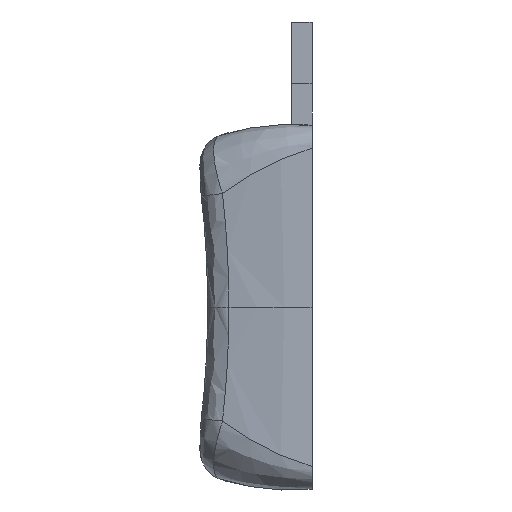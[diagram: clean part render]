
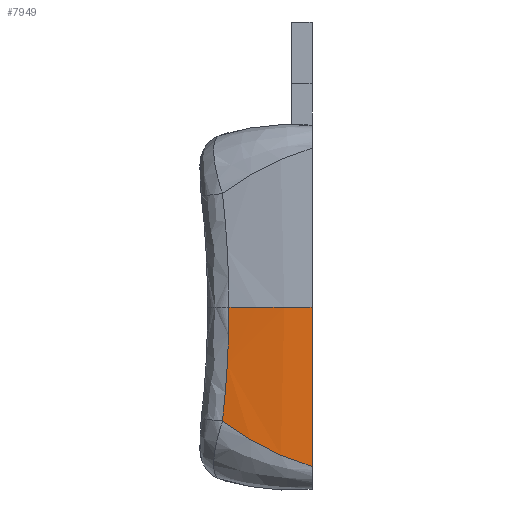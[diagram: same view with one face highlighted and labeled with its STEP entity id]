
A CAD part, left-side view. The second image highlights one B-rep face of the part: STEP entity #7949.
In plain terms, the highlighted cylindrical face has radius 20.743 mm (diameter 41.487 mm), a partial arc.
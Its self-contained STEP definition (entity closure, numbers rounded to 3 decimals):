
#105=ELLIPSE('',#8518,44.311,40.779);
#239=B_SPLINE_CURVE_WITH_KNOTS('',3,(#11284,#11285,#11286,#11287,#11288,
#11289,#11290,#11291,#11292,#11293,#11294,#11295,#11296,#11297,#11298,#11299,
#11300,#11301,#11302,#11303,#11304,#11305,#11306,#11307,#11308),
 .UNSPECIFIED.,.F.,.F.,(4,3,3,3,3,3,3,3,4),(-0.107,-0.033,
0.,0.073,0.146,0.221,0.296,
0.373,0.385),.UNSPECIFIED.);
#1064=FACE_OUTER_BOUND('',#1590,.T.);
#1590=EDGE_LOOP('',(#5503,#5504,#5505,#5506));
#2154=LINE('',#12217,#2606);
#2606=VECTOR('',#9390,10.);
#2991=CIRCLE('',#8520,20.743);
#3218=VERTEX_POINT('',#11224);
#3220=VERTEX_POINT('',#11283);
#3283=VERTEX_POINT('',#12200);
#3284=VERTEX_POINT('',#12215);
#4005=EDGE_CURVE('',#3220,#3218,#239,.T.);
#4103=EDGE_CURVE('',#3218,#3283,#105,.T.);
#4104=EDGE_CURVE('',#3283,#3284,#2991,.T.);
#4105=EDGE_CURVE('',#3284,#3220,#2154,.T.);
#5503=ORIENTED_EDGE('',*,*,#4104,.F.);
#5504=ORIENTED_EDGE('',*,*,#4103,.F.);
#5505=ORIENTED_EDGE('',*,*,#4005,.F.);
#5506=ORIENTED_EDGE('',*,*,#4105,.F.);
#7725=CYLINDRICAL_SURFACE('',#8519,20.743);
#7949=ADVANCED_FACE('',(#1064),#7725,.T.);
#8518=AXIS2_PLACEMENT_3D('',#12213,#9384,#9385);
#8519=AXIS2_PLACEMENT_3D('',#12214,#9386,#9387);
#8520=AXIS2_PLACEMENT_3D('',#12216,#9388,#9389);
#9384=DIRECTION('center_axis',(-0.987,0.163,0.));
#9385=DIRECTION('ref_axis',(0.,0.,1.));
#9386=DIRECTION('center_axis',(0.,0.,1.));
#9387=DIRECTION('ref_axis',(-0.92,0.391,0.));
#9388=DIRECTION('center_axis',(0.,0.,1.));
#9389=DIRECTION('ref_axis',(-1.,0.,0.));
#9390=DIRECTION('',(0.,0.,-1.));
#11224=CARTESIAN_POINT('',(-8.672,6.882,-5.564));
#11283=CARTESIAN_POINT('',(-8.926,2.5,-7.784));
#11284=CARTESIAN_POINT('Ctrl Pts',(-8.926,2.5,-7.784));
#11285=CARTESIAN_POINT('Ctrl Pts',(-8.937,2.731,-7.716));
#11286=CARTESIAN_POINT('Ctrl Pts',(-8.944,2.961,-7.641));
#11287=CARTESIAN_POINT('Ctrl Pts',(-8.948,3.188,-7.559));
#11288=CARTESIAN_POINT('Ctrl Pts',(-8.949,3.293,-7.522));
#11289=CARTESIAN_POINT('Ctrl Pts',(-8.95,3.396,-7.483));
#11290=CARTESIAN_POINT('Ctrl Pts',(-8.95,3.5,-7.443));
#11291=CARTESIAN_POINT('Ctrl Pts',(-8.95,3.726,-7.356));
#11292=CARTESIAN_POINT('Ctrl Pts',(-8.946,3.95,-7.262));
#11293=CARTESIAN_POINT('Ctrl Pts',(-8.939,4.173,-7.162));
#11294=CARTESIAN_POINT('Ctrl Pts',(-8.932,4.397,-7.061));
#11295=CARTESIAN_POINT('Ctrl Pts',(-8.921,4.619,-6.954));
#11296=CARTESIAN_POINT('Ctrl Pts',(-8.907,4.839,-6.841));
#11297=CARTESIAN_POINT('Ctrl Pts',(-8.892,5.062,-6.727));
#11298=CARTESIAN_POINT('Ctrl Pts',(-8.874,5.282,-6.606));
#11299=CARTESIAN_POINT('Ctrl Pts',(-8.853,5.499,-6.479));
#11300=CARTESIAN_POINT('Ctrl Pts',(-8.832,5.719,-6.351));
#11301=CARTESIAN_POINT('Ctrl Pts',(-8.808,5.936,-6.217));
#11302=CARTESIAN_POINT('Ctrl Pts',(-8.78,6.149,-6.077));
#11303=CARTESIAN_POINT('Ctrl Pts',(-8.752,6.366,-5.935));
#11304=CARTESIAN_POINT('Ctrl Pts',(-8.721,6.579,-5.787));
#11305=CARTESIAN_POINT('Ctrl Pts',(-8.688,6.788,-5.634));
#11306=CARTESIAN_POINT('Ctrl Pts',(-8.683,6.819,-5.611));
#11307=CARTESIAN_POINT('Ctrl Pts',(-8.678,6.851,-5.587));
#11308=CARTESIAN_POINT('Ctrl Pts',(-8.672,6.882,-5.564));
#12200=CARTESIAN_POINT('',(-8.725,6.563,0.));
#12213=CARTESIAN_POINT('Origin',(-2.077,46.796,0.007));
#12214=CARTESIAN_POINT('Origin',(11.793,3.5,0.007));
#12215=CARTESIAN_POINT('',(-8.926,2.5,0.));
#12216=CARTESIAN_POINT('Origin',(11.793,3.5,0.));
#12217=CARTESIAN_POINT('',(-8.926,2.5,-0.007));
